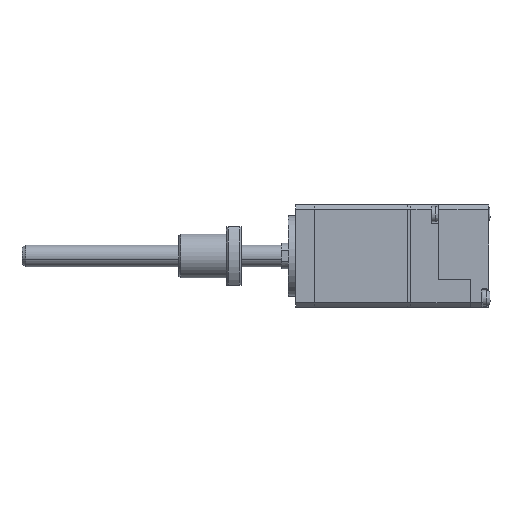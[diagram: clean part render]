
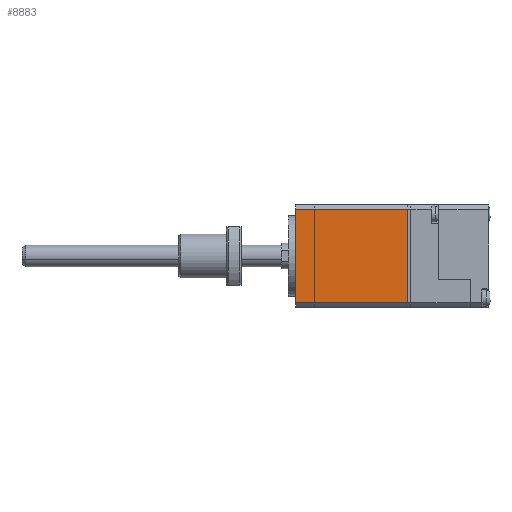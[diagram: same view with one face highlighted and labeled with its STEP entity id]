
A CAD part, left-side view. The second image highlights one B-rep face of the part: STEP entity #8883.
In plain terms, the highlighted planar face has unit normal (-1, 0, 0).
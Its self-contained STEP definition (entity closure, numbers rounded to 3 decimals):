
#876 = DIRECTION ( 'NONE',  ( -1., 0., 0. ) ) ;
#1495 = VECTOR ( 'NONE', #15433, 1000. ) ;
#1633 = CARTESIAN_POINT ( 'NONE',  ( -26.711, -31.654, 32.445 ) ) ;
#1975 = VERTEX_POINT ( 'NONE', #12828 ) ;
#2192 = PLANE ( 'NONE',  #7067 ) ;
#2229 = LINE ( 'NONE', #15339, #9299 ) ;
#2847 = LINE ( 'NONE', #7545, #14000 ) ;
#3474 = EDGE_CURVE ( 'NONE', #12344, #1975, #2229, .T. ) ;
#4162 = LINE ( 'NONE', #9385, #1495 ) ;
#4422 = ORIENTED_EDGE ( 'NONE', *, *, #5596, .F. ) ;
#5214 = VERTEX_POINT ( 'NONE', #14179 ) ;
#5596 = EDGE_CURVE ( 'NONE', #1975, #5214, #7952, .T. ) ;
#5811 = DIRECTION ( 'NONE',  ( 0., 0., -1. ) ) ;
#6640 = DIRECTION ( 'NONE',  ( 0., 0., -1. ) ) ;
#6879 = CARTESIAN_POINT ( 'NONE',  ( -26.711, -0.974, 32.445 ) ) ;
#7067 = AXIS2_PLACEMENT_3D ( 'NONE', #6879, #876, #5811 ) ;
#7279 = VERTEX_POINT ( 'NONE', #15169 ) ;
#7545 = CARTESIAN_POINT ( 'NONE',  ( -26.711, -0.974, 6.755 ) ) ;
#7952 = LINE ( 'NONE', #1633, #15888 ) ;
#8626 = FACE_OUTER_BOUND ( 'NONE', #12977, .T. ) ;
#8883 = ADVANCED_FACE ( 'NONE', ( #8626 ), #2192, .T. ) ;
#9299 = VECTOR ( 'NONE', #11553, 1000. ) ;
#9385 = CARTESIAN_POINT ( 'NONE',  ( -26.711, -0.974, 32.445 ) ) ;
#10637 = ORIENTED_EDGE ( 'NONE', *, *, #10804, .T. ) ;
#10804 = EDGE_CURVE ( 'NONE', #12344, #7279, #4162, .T. ) ;
#11553 = DIRECTION ( 'NONE',  ( 0., -1., 0. ) ) ;
#11598 = DIRECTION ( 'NONE',  ( 0., -1., 0. ) ) ;
#12344 = VERTEX_POINT ( 'NONE', #13949 ) ;
#12569 = ORIENTED_EDGE ( 'NONE', *, *, #14265, .T. ) ;
#12828 = CARTESIAN_POINT ( 'NONE',  ( -26.711, -31.654, 32.445 ) ) ;
#12977 = EDGE_LOOP ( 'NONE', ( #4422, #13083, #10637, #12569 ) ) ;
#13083 = ORIENTED_EDGE ( 'NONE', *, *, #3474, .F. ) ;
#13949 = CARTESIAN_POINT ( 'NONE',  ( -26.711, -0.974, 32.445 ) ) ;
#14000 = VECTOR ( 'NONE', #11598, 1000. ) ;
#14179 = CARTESIAN_POINT ( 'NONE',  ( -26.711, -31.654, 6.755 ) ) ;
#14265 = EDGE_CURVE ( 'NONE', #7279, #5214, #2847, .T. ) ;
#15169 = CARTESIAN_POINT ( 'NONE',  ( -26.711, -0.974, 6.755 ) ) ;
#15339 = CARTESIAN_POINT ( 'NONE',  ( -26.711, -0.974, 32.445 ) ) ;
#15433 = DIRECTION ( 'NONE',  ( 0., 0., -1. ) ) ;
#15888 = VECTOR ( 'NONE', #6640, 1000. ) ;
